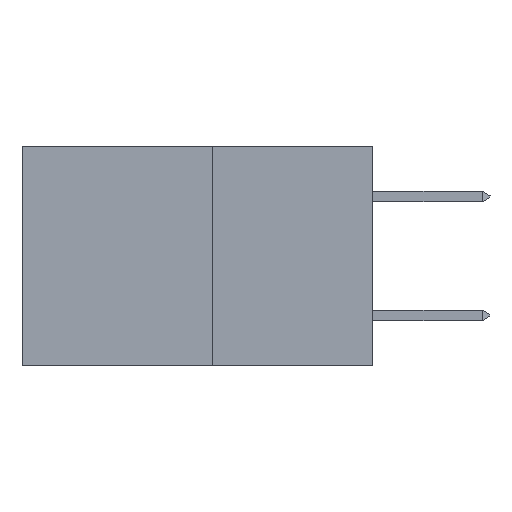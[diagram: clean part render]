
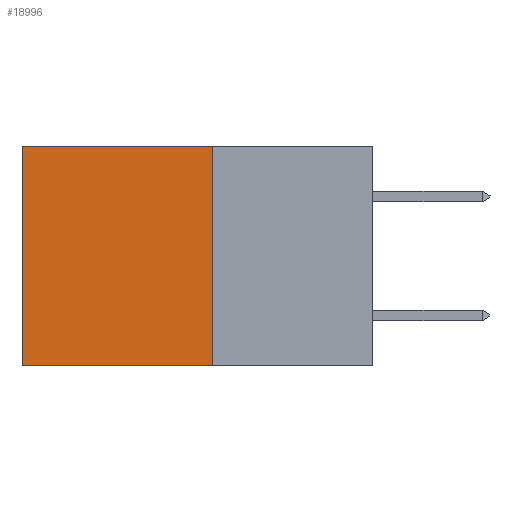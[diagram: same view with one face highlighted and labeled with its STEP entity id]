
A CAD part, left-side view. The second image highlights one B-rep face of the part: STEP entity #18996.
In plain terms, the highlighted planar face has unit normal (-1, 0, 0).
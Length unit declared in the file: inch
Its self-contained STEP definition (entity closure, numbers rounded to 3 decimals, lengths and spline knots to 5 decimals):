
#505 = ORIENTED_EDGE ( 'NONE', *, *, #18777, .F. ) ;
#1940 = VERTEX_POINT ( 'NONE', #13473 ) ;
#3419 = DIRECTION ( 'NONE',  ( 0., 1., 0. ) ) ;
#4776 = LINE ( 'NONE', #19199, #16663 ) ;
#4946 = VERTEX_POINT ( 'NONE', #25785 ) ;
#5925 = DIRECTION ( 'NONE',  ( 0., 0., -1. ) ) ;
#6775 = DIRECTION ( 'NONE',  ( 1., 0., 0. ) ) ;
#6853 = DIRECTION ( 'NONE',  ( 0., 0., -1. ) ) ;
#7413 = CARTESIAN_POINT ( 'NONE',  ( 0.277, 0.27, -0.37 ) ) ;
#8852 = LINE ( 'NONE', #22208, #20578 ) ;
#9248 = CARTESIAN_POINT ( 'NONE',  ( 0.277, 0.27, 0. ) ) ;
#10459 = ORIENTED_EDGE ( 'NONE', *, *, #28031, .T. ) ;
#11698 = LINE ( 'NONE', #19390, #17578 ) ;
#12322 = LINE ( 'NONE', #16763, #23694 ) ;
#12638 = VERTEX_POINT ( 'NONE', #7413 ) ;
#13473 = CARTESIAN_POINT ( 'NONE',  ( 0.277, 0.59, 0. ) ) ;
#16663 = VECTOR ( 'NONE', #5925, 39.37008 ) ;
#16763 = CARTESIAN_POINT ( 'NONE',  ( 0.277, 0.27, 0. ) ) ;
#17481 = ORIENTED_EDGE ( 'NONE', *, *, #23024, .T. ) ;
#17578 = VECTOR ( 'NONE', #23592, 39.37008 ) ;
#18777 = EDGE_CURVE ( 'NONE', #12638, #4946, #11698, .T. ) ;
#18996 = ADVANCED_FACE ( 'NONE', ( #21105 ), #20019, .F. ) ;
#19199 = CARTESIAN_POINT ( 'NONE',  ( 0.277, 0.27, -0.37 ) ) ;
#19390 = CARTESIAN_POINT ( 'NONE',  ( 0.277, 0.27, -0.37 ) ) ;
#19852 = VERTEX_POINT ( 'NONE', #9248 ) ;
#20019 = PLANE ( 'NONE',  #21605 ) ;
#20578 = VECTOR ( 'NONE', #6853, 39.37008 ) ;
#21105 = FACE_OUTER_BOUND ( 'NONE', #23690, .T. ) ;
#21605 = AXIS2_PLACEMENT_3D ( 'NONE', #22031, #6775, #22120 ) ;
#22031 = CARTESIAN_POINT ( 'NONE',  ( 0.277, 0.27, -0.37 ) ) ;
#22120 = DIRECTION ( 'NONE',  ( 0., 0., -1. ) ) ;
#22208 = CARTESIAN_POINT ( 'NONE',  ( 0.277, 0.59, -0.37 ) ) ;
#22699 = EDGE_CURVE ( 'NONE', #19852, #12638, #4776, .T. ) ;
#23024 = EDGE_CURVE ( 'NONE', #1940, #4946, #8852, .T. ) ;
#23592 = DIRECTION ( 'NONE',  ( 0., 1., 0. ) ) ;
#23690 = EDGE_LOOP ( 'NONE', ( #17481, #505, #25037, #10459 ) ) ;
#23694 = VECTOR ( 'NONE', #3419, 39.37008 ) ;
#25037 = ORIENTED_EDGE ( 'NONE', *, *, #22699, .F. ) ;
#25785 = CARTESIAN_POINT ( 'NONE',  ( 0.277, 0.59, -0.37 ) ) ;
#28031 = EDGE_CURVE ( 'NONE', #19852, #1940, #12322, .T. ) ;
